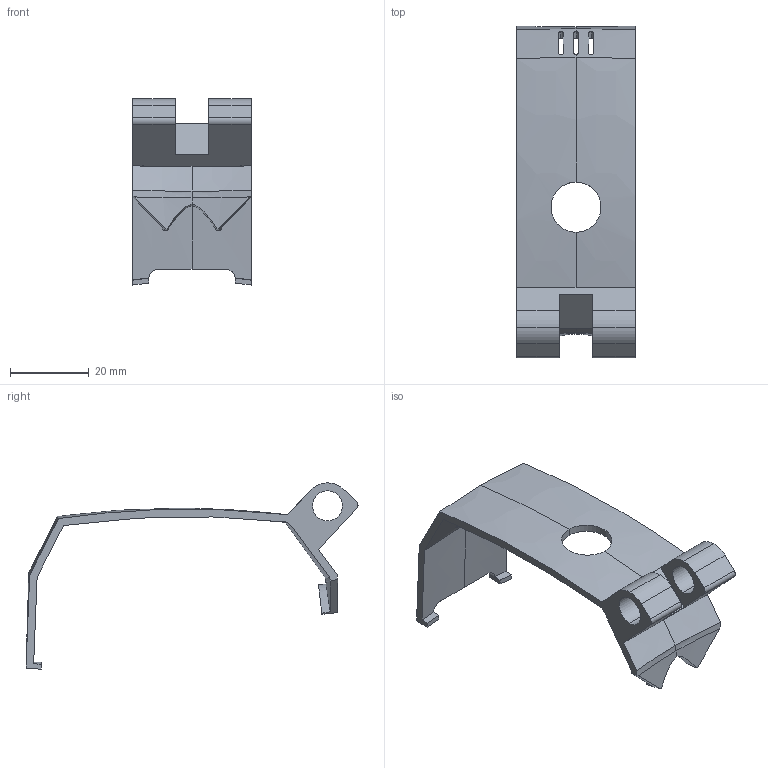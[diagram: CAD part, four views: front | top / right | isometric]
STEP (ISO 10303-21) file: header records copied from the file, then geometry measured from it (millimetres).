
FILE_DESCRIPTION (( 'STEP AP203' ), '1' );
FILE_NAME ('Pico_4.STEP', '2024-10-23T01:07:14', ( '' ), ( '' ), 'SwSTEP 2.0', 'SolidWorks 2024', '' );
FILE_SCHEMA (( 'CONFIG_CONTROL_DESIGN' ));
Length unit declared in the file: inch
Products named in the file (1): Pico_4
Bounding box: 30.1 x 84.14 x 47.19 mm (x, y, z)
Volume: 9444 mm3; surface area: 9365.1 mm2
Topology: 1 solids, 1 shells, 90 faces, 265 edges, 173 vertices
Faces by surface type: bspline 36, plane 28, cylinder 26
Entity records: 4858 total; most frequent: CARTESIAN_POINT 2767, ORIENTED_EDGE 530, EDGE_CURVE 265, DIRECTION 239, VERTEX_POINT 173, B_SPLINE_CURVE_WITH_KNOTS 160, EDGE_LOOP 98, FACE_OUTER_BOUND 90
